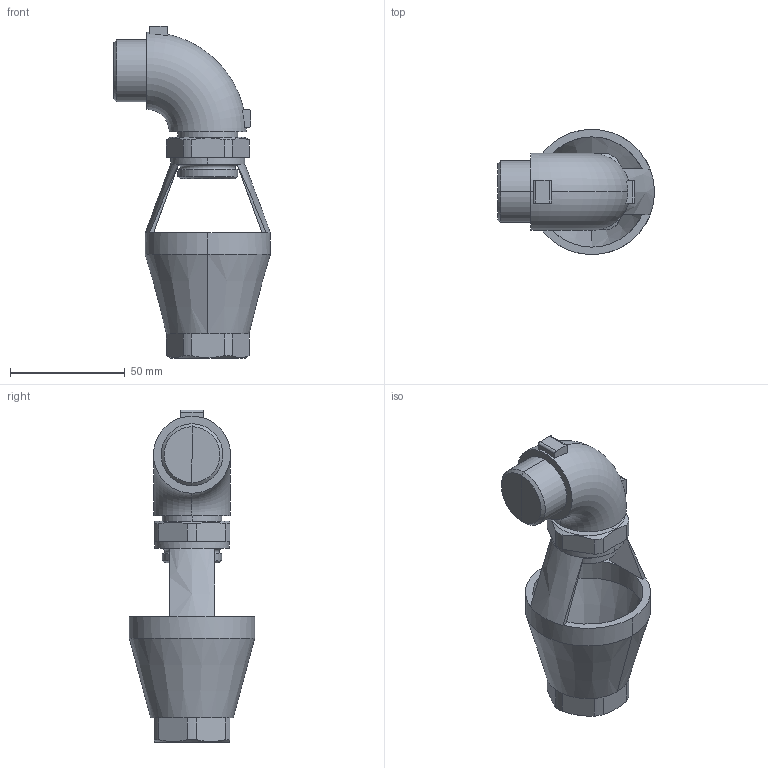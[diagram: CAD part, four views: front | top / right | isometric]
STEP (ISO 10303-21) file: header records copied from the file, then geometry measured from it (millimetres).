
FILE_DESCRIPTION(/* description */ (''),/* implementation_level */ '2;1');
FILE_NAME(/* name */ '552150 (STP).stp',/* time_stamp */ '2017-03-08T16:37:30+01:00',/* author */ ('UFFTEC'),/* organization */ (''),/* preprocessor_version */ 'ST-DEVELOPER v15.2',/* originating_system */ 'Autodesk Inventor 2014',/* authorisation */ '');
FILE_SCHEMA (('AUTOMOTIVE_DESIGN { 1 0 10303 214 3 1 1 }'));
Length unit declared in the file: millimetre
Products named in the file (2): Parte3; Assieme1
Bounding box: 68.25 x 54.5 x 144.45 mm (x, y, z)
Volume: 88910.3 mm3; surface area: 30258.7 mm2
Topology: 2 solids, 2 shells, 105 faces, 254 edges, 153 vertices
Faces by surface type: plane 57, cylinder 30, cone 14, torus 4
Entity records: 3130 total; most frequent: CARTESIAN_POINT 650, DIRECTION 540, ORIENTED_EDGE 508, EDGE_CURVE 254, AXIS2_PLACEMENT_3D 212, VERTEX_POINT 153, LINE 116, VECTOR 116
